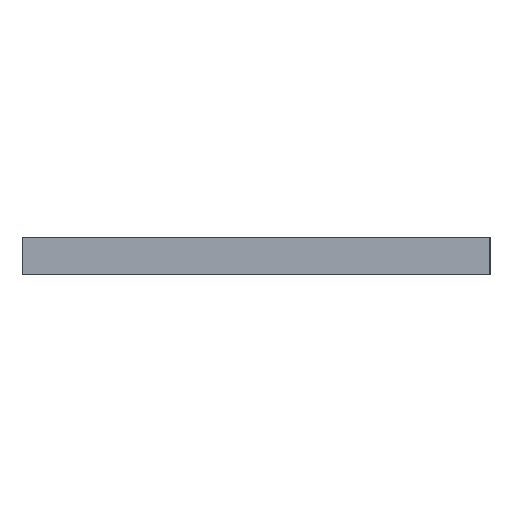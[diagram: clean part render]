
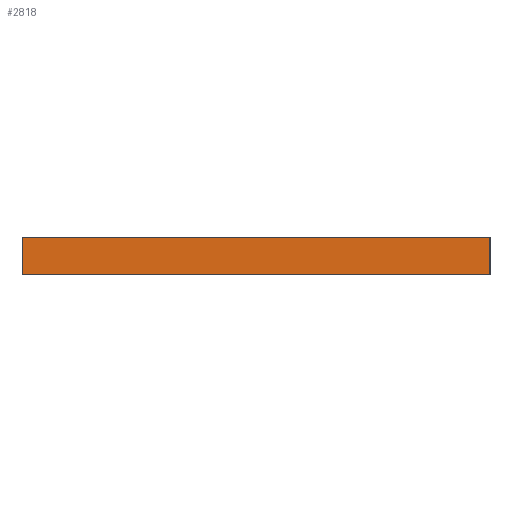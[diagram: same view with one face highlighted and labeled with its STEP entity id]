
A CAD part, left-side view. The second image highlights one B-rep face of the part: STEP entity #2818.
In plain terms, the highlighted planar face has unit normal (-1, 0, 0).
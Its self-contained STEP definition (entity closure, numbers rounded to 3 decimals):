
#66 = VERTEX_POINT ( 'NONE', #1788 ) ;
#153 = LINE ( 'NONE', #2554, #2838 ) ;
#172 = DIRECTION ( 'NONE',  ( 1., 0., 0. ) ) ;
#423 = EDGE_CURVE ( 'NONE', #66, #564, #1970, .T. ) ;
#474 = DIRECTION ( 'NONE',  ( 0., 0., -1. ) ) ;
#564 = VERTEX_POINT ( 'NONE', #2270 ) ;
#731 = DIRECTION ( 'NONE',  ( 0., 0., -1. ) ) ;
#789 = ORIENTED_EDGE ( 'NONE', *, *, #2564, .F. ) ;
#1086 = ORIENTED_EDGE ( 'NONE', *, *, #1897, .T. ) ;
#1098 = VECTOR ( 'NONE', #731, 1000. ) ;
#1141 = FACE_OUTER_BOUND ( 'NONE', #1785, .T. ) ;
#1223 = ORIENTED_EDGE ( 'NONE', *, *, #423, .F. ) ;
#1542 = DIRECTION ( 'NONE',  ( 0., -1., 0. ) ) ;
#1785 = EDGE_LOOP ( 'NONE', ( #2163, #1223, #789, #1086 ) ) ;
#1788 = CARTESIAN_POINT ( 'NONE',  ( 0., 0., 8. ) ) ;
#1827 = VERTEX_POINT ( 'NONE', #2536 ) ;
#1897 = EDGE_CURVE ( 'NONE', #1827, #2866, #2650, .T. ) ;
#1938 = CARTESIAN_POINT ( 'NONE',  ( 0., 0., 8. ) ) ;
#1970 = LINE ( 'NONE', #1938, #1098 ) ;
#2011 = LINE ( 'NONE', #2296, #2639 ) ;
#2104 = PLANE ( 'NONE',  #2549 ) ;
#2163 = ORIENTED_EDGE ( 'NONE', *, *, #2471, .T. ) ;
#2169 = CARTESIAN_POINT ( 'NONE',  ( 0., 100., 8. ) ) ;
#2270 = CARTESIAN_POINT ( 'NONE',  ( 0., 0., 0. ) ) ;
#2296 = CARTESIAN_POINT ( 'NONE',  ( 0., 0., 0. ) ) ;
#2471 = EDGE_CURVE ( 'NONE', #2866, #564, #2011, .T. ) ;
#2491 = VECTOR ( 'NONE', #474, 1000. ) ;
#2536 = CARTESIAN_POINT ( 'NONE',  ( 0., 100., 8. ) ) ;
#2549 = AXIS2_PLACEMENT_3D ( 'NONE', #3062, #172, #2780 ) ;
#2554 = CARTESIAN_POINT ( 'NONE',  ( 0., 0., 8. ) ) ;
#2564 = EDGE_CURVE ( 'NONE', #1827, #66, #153, .T. ) ;
#2582 = DIRECTION ( 'NONE',  ( 0., -1., 0. ) ) ;
#2639 = VECTOR ( 'NONE', #1542, 1000. ) ;
#2650 = LINE ( 'NONE', #2169, #2491 ) ;
#2780 = DIRECTION ( 'NONE',  ( 0., 0., -1. ) ) ;
#2818 = ADVANCED_FACE ( 'NONE', ( #1141 ), #2104, .F. ) ;
#2838 = VECTOR ( 'NONE', #2582, 1000. ) ;
#2866 = VERTEX_POINT ( 'NONE', #3017 ) ;
#3017 = CARTESIAN_POINT ( 'NONE',  ( 0., 100., 0. ) ) ;
#3062 = CARTESIAN_POINT ( 'NONE',  ( 0., 0., 8. ) ) ;
